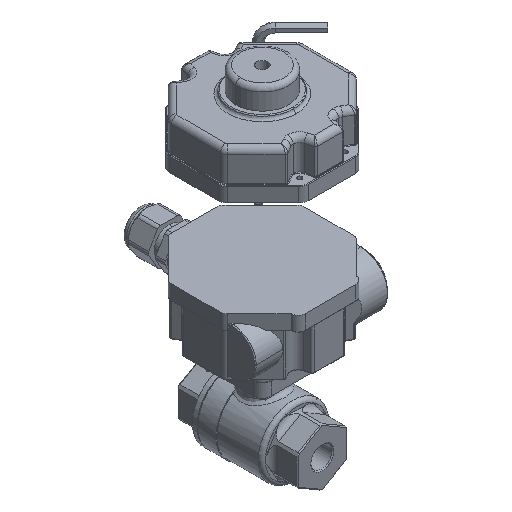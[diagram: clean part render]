
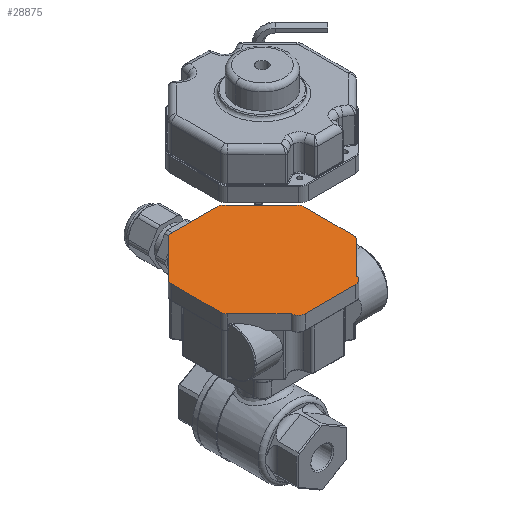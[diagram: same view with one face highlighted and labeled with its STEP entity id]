
A CAD part, isometric view. The second image highlights one B-rep face of the part: STEP entity #28875.
In plain terms, the highlighted face is planar.
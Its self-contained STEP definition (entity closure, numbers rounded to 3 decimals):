
#3008=LINE('',#49880,#4868);
#3009=LINE('',#49885,#4869);
#3010=LINE('',#49889,#4870);
#3011=LINE('',#49893,#4871);
#3012=LINE('',#49897,#4872);
#3013=LINE('',#49901,#4873);
#3014=LINE('',#49905,#4874);
#3015=LINE('',#49909,#4875);
#4868=VECTOR('',#37167,1000.);
#4869=VECTOR('',#37170,1000.);
#4870=VECTOR('',#37173,1000.);
#4871=VECTOR('',#37176,1000.);
#4872=VECTOR('',#37179,1000.);
#4873=VECTOR('',#37182,1000.);
#4874=VECTOR('',#37185,1000.);
#4875=VECTOR('',#37188,1000.);
#9599=ORIENTED_EDGE('',*,*,#16127,.F.);
#9600=ORIENTED_EDGE('',*,*,#16128,.F.);
#9601=ORIENTED_EDGE('',*,*,#16129,.F.);
#9602=ORIENTED_EDGE('',*,*,#16130,.F.);
#9603=ORIENTED_EDGE('',*,*,#16131,.F.);
#9604=ORIENTED_EDGE('',*,*,#16132,.F.);
#9605=ORIENTED_EDGE('',*,*,#16133,.F.);
#9606=ORIENTED_EDGE('',*,*,#16134,.F.);
#9607=ORIENTED_EDGE('',*,*,#16135,.F.);
#9608=ORIENTED_EDGE('',*,*,#16136,.F.);
#9609=ORIENTED_EDGE('',*,*,#16137,.F.);
#9610=ORIENTED_EDGE('',*,*,#16138,.F.);
#9611=ORIENTED_EDGE('',*,*,#16139,.F.);
#9612=ORIENTED_EDGE('',*,*,#16140,.F.);
#9613=ORIENTED_EDGE('',*,*,#16141,.F.);
#9614=ORIENTED_EDGE('',*,*,#16142,.F.);
#16127=EDGE_CURVE('',#19666,#19667,#3008,.T.);
#16128=EDGE_CURVE('',#19668,#19666,#21706,.T.);
#16129=EDGE_CURVE('',#19669,#19668,#3009,.T.);
#16130=EDGE_CURVE('',#19670,#19669,#21707,.T.);
#16131=EDGE_CURVE('',#19671,#19670,#3010,.T.);
#16132=EDGE_CURVE('',#19672,#19671,#21708,.T.);
#16133=EDGE_CURVE('',#19673,#19672,#3011,.T.);
#16134=EDGE_CURVE('',#19674,#19673,#21709,.T.);
#16135=EDGE_CURVE('',#19675,#19674,#3012,.T.);
#16136=EDGE_CURVE('',#19676,#19675,#21710,.T.);
#16137=EDGE_CURVE('',#19677,#19676,#3013,.T.);
#16138=EDGE_CURVE('',#19678,#19677,#21711,.T.);
#16139=EDGE_CURVE('',#19679,#19678,#3014,.T.);
#16140=EDGE_CURVE('',#19680,#19679,#21712,.T.);
#16141=EDGE_CURVE('',#19681,#19680,#3015,.T.);
#16142=EDGE_CURVE('',#19667,#19681,#21713,.T.);
#19666=VERTEX_POINT('',#49881);
#19667=VERTEX_POINT('',#49882);
#19668=VERTEX_POINT('',#49884);
#19669=VERTEX_POINT('',#49886);
#19670=VERTEX_POINT('',#49888);
#19671=VERTEX_POINT('',#49890);
#19672=VERTEX_POINT('',#49892);
#19673=VERTEX_POINT('',#49894);
#19674=VERTEX_POINT('',#49896);
#19675=VERTEX_POINT('',#49898);
#19676=VERTEX_POINT('',#49900);
#19677=VERTEX_POINT('',#49902);
#19678=VERTEX_POINT('',#49904);
#19679=VERTEX_POINT('',#49906);
#19680=VERTEX_POINT('',#49908);
#19681=VERTEX_POINT('',#49910);
#21706=CIRCLE('',#31371,4.);
#21707=CIRCLE('',#31372,4.);
#21708=CIRCLE('',#31373,4.);
#21709=CIRCLE('',#31374,4.);
#21710=CIRCLE('',#31375,4.);
#21711=CIRCLE('',#31376,4.);
#21712=CIRCLE('',#31377,4.);
#21713=CIRCLE('',#31378,4.);
#23592=EDGE_LOOP('',(#9599,#9600,#9601,#9602,#9603,#9604,#9605,#9606,#9607,
#9608,#9609,#9610,#9611,#9612,#9613,#9614));
#25508=FACE_BOUND('',#23592,.T.);
#26907=PLANE('',#31370);
#28875=ADVANCED_FACE('',(#25508),#26907,.F.);
#31370=AXIS2_PLACEMENT_3D('',#49879,#37165,#37166);
#31371=AXIS2_PLACEMENT_3D('',#49883,#37168,#37169);
#31372=AXIS2_PLACEMENT_3D('',#49887,#37171,#37172);
#31373=AXIS2_PLACEMENT_3D('',#49891,#37174,#37175);
#31374=AXIS2_PLACEMENT_3D('',#49895,#37177,#37178);
#31375=AXIS2_PLACEMENT_3D('',#49899,#37180,#37181);
#31376=AXIS2_PLACEMENT_3D('',#49903,#37183,#37184);
#31377=AXIS2_PLACEMENT_3D('',#49907,#37186,#37187);
#31378=AXIS2_PLACEMENT_3D('',#49911,#37189,#37190);
#37165=DIRECTION('',(0.,-1.,0.));
#37166=DIRECTION('',(0.,0.,-1.));
#37167=DIRECTION('',(1.,0.,0.));
#37168=DIRECTION('',(0.,-1.,0.));
#37169=DIRECTION('',(0.,0.,1.));
#37170=DIRECTION('',(0.707,0.,-0.707));
#37171=DIRECTION('',(0.,-1.,0.));
#37172=DIRECTION('',(0.,0.,1.));
#37173=DIRECTION('',(0.,0.,-1.));
#37174=DIRECTION('',(0.,-1.,0.));
#37175=DIRECTION('',(0.,0.,1.));
#37176=DIRECTION('',(-0.707,0.,-0.707));
#37177=DIRECTION('',(0.,-1.,0.));
#37178=DIRECTION('',(0.,0.,1.));
#37179=DIRECTION('',(-1.,0.,0.));
#37180=DIRECTION('',(0.,-1.,0.));
#37181=DIRECTION('',(0.,0.,1.));
#37182=DIRECTION('',(-0.707,0.,0.707));
#37183=DIRECTION('',(0.,-1.,0.));
#37184=DIRECTION('',(0.,0.,1.));
#37185=DIRECTION('',(0.,0.,1.));
#37186=DIRECTION('',(0.,-1.,0.));
#37187=DIRECTION('',(0.,0.,1.));
#37188=DIRECTION('',(0.707,0.,0.707));
#37189=DIRECTION('',(0.,-1.,0.));
#37190=DIRECTION('',(0.,0.,1.));
#49879=CARTESIAN_POINT('',(13.67,0.,-33.));
#49880=CARTESIAN_POINT('',(13.67,0.,-37.));
#49881=CARTESIAN_POINT('',(-13.67,0.,-37.));
#49882=CARTESIAN_POINT('',(13.67,0.,-37.));
#49883=CARTESIAN_POINT('',(-13.67,0.,-33.));
#49884=CARTESIAN_POINT('',(-17.662,0.,-33.249));
#49885=CARTESIAN_POINT('',(-34.828,0.,-16.083));
#49886=CARTESIAN_POINT('',(-34.828,0.,-16.083));
#49887=CARTESIAN_POINT('',(-32.,0.,-13.255));
#49888=CARTESIAN_POINT('',(-36.,0.,-13.255));
#49889=CARTESIAN_POINT('',(-36.,0.,-33.));
#49890=CARTESIAN_POINT('',(-36.,0.,13.255));
#49891=CARTESIAN_POINT('',(-32.,0.,13.255));
#49892=CARTESIAN_POINT('',(-34.828,0.,16.083));
#49893=CARTESIAN_POINT('',(-15.083,0.,35.828));
#49894=CARTESIAN_POINT('',(-15.083,0.,35.828));
#49895=CARTESIAN_POINT('',(-12.255,0.,33.));
#49896=CARTESIAN_POINT('',(-12.255,0.,37.));
#49897=CARTESIAN_POINT('',(13.67,0.,37.));
#49898=CARTESIAN_POINT('',(12.255,0.,37.));
#49899=CARTESIAN_POINT('',(12.255,0.,33.));
#49900=CARTESIAN_POINT('',(15.083,0.,35.828));
#49901=CARTESIAN_POINT('',(34.828,0.,16.083));
#49902=CARTESIAN_POINT('',(34.828,0.,16.083));
#49903=CARTESIAN_POINT('',(32.,0.,13.255));
#49904=CARTESIAN_POINT('',(36.,0.,13.255));
#49905=CARTESIAN_POINT('',(36.,0.,-33.));
#49906=CARTESIAN_POINT('',(36.,0.,-13.255));
#49907=CARTESIAN_POINT('',(32.,0.,-13.255));
#49908=CARTESIAN_POINT('',(34.828,0.,-16.083));
#49909=CARTESIAN_POINT('',(17.662,0.,-33.249));
#49910=CARTESIAN_POINT('',(17.662,0.,-33.249));
#49911=CARTESIAN_POINT('',(13.67,0.,-33.));
